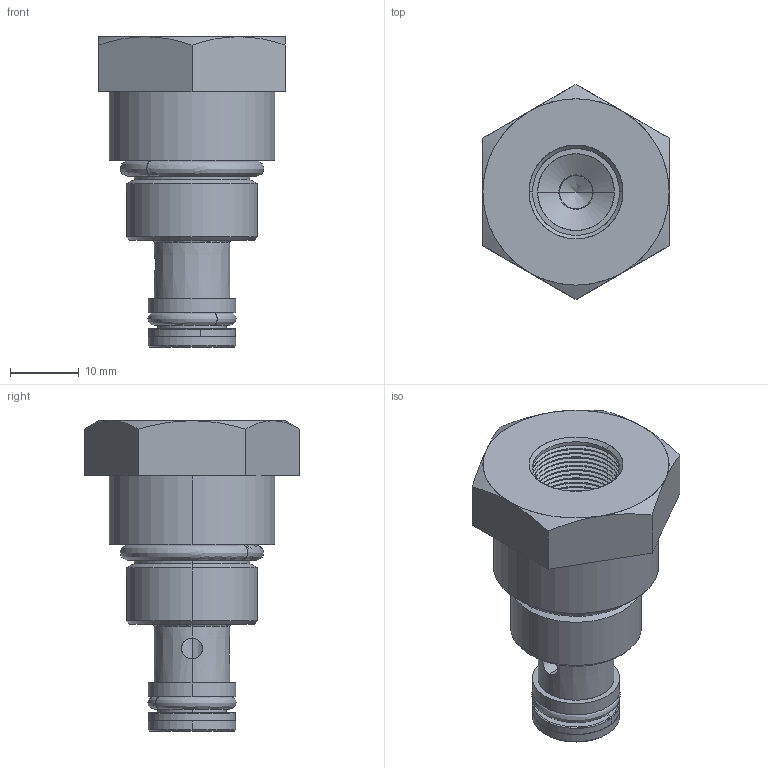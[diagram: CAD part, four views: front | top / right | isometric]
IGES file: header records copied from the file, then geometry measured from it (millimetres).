
Start section: SolidWorks IGES file using analytic representation for surfaces
Global section: file name: HSEA.igs; native system: SolidWorks 2012; preprocessor: SolidWorks 2012; author: ARUTPUT15; date: 131005.121909; units: millimetre
Bounding box: 27 x 31.18 x 45 mm (x, y, z)
Surface area: 6120.8 mm2 (no closed solid volume)
Topology: 0 solids, 0 shells, 180 faces, 1474 edges, 1472 vertices
Faces by surface type: revolution 122, bspline 58
